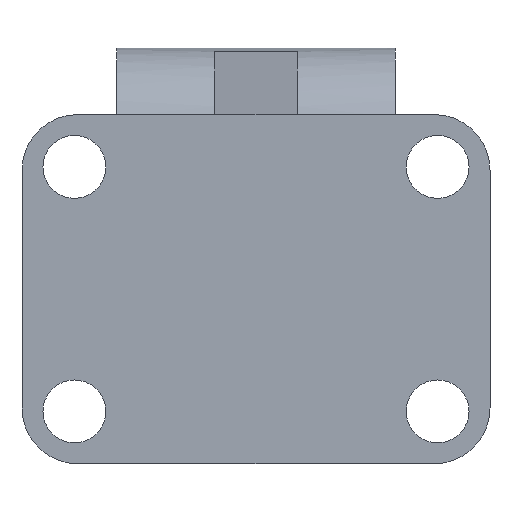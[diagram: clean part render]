
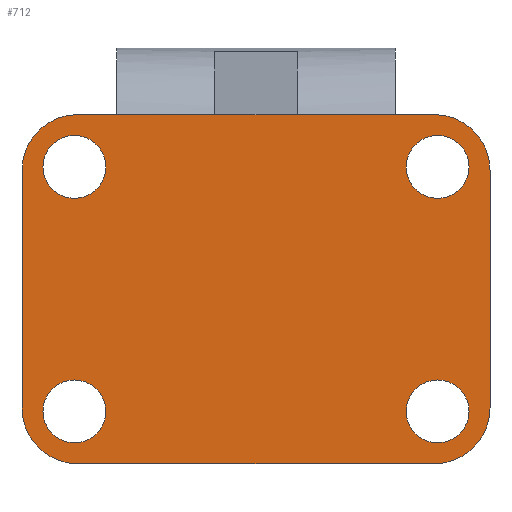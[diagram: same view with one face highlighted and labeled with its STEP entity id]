
A CAD part, front view. The second image highlights one B-rep face of the part: STEP entity #712.
In plain terms, the highlighted planar face has unit normal (0, -1, 0).
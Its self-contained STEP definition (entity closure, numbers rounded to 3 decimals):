
#34=LINE('',#999,#60);
#38=LINE('',#1009,#64);
#41=LINE('',#1017,#67);
#44=LINE('',#1025,#70);
#60=VECTOR('',#839,1000.);
#64=VECTOR('',#849,1000.);
#67=VECTOR('',#858,1000.);
#70=VECTOR('',#867,1000.);
#83=PLANE('',#763);
#142=ORIENTED_EDGE('',*,*,#242,.T.);
#143=ORIENTED_EDGE('',*,*,#243,.T.);
#144=ORIENTED_EDGE('',*,*,#244,.T.);
#145=ORIENTED_EDGE('',*,*,#245,.T.);
#146=ORIENTED_EDGE('',*,*,#226,.F.);
#147=ORIENTED_EDGE('',*,*,#241,.F.);
#148=ORIENTED_EDGE('',*,*,#239,.F.);
#149=ORIENTED_EDGE('',*,*,#237,.F.);
#150=ORIENTED_EDGE('',*,*,#235,.F.);
#151=ORIENTED_EDGE('',*,*,#233,.F.);
#152=ORIENTED_EDGE('',*,*,#231,.F.);
#153=ORIENTED_EDGE('',*,*,#229,.F.);
#226=EDGE_CURVE('',#284,#285,#34,.T.);
#229=EDGE_CURVE('',#285,#286,#322,.T.);
#231=EDGE_CURVE('',#286,#287,#38,.T.);
#233=EDGE_CURVE('',#287,#288,#323,.T.);
#235=EDGE_CURVE('',#288,#289,#41,.T.);
#237=EDGE_CURVE('',#289,#290,#324,.T.);
#239=EDGE_CURVE('',#290,#291,#44,.T.);
#241=EDGE_CURVE('',#291,#284,#325,.T.);
#242=EDGE_CURVE('',#292,#292,#326,.T.);
#243=EDGE_CURVE('',#293,#293,#327,.T.);
#244=EDGE_CURVE('',#294,#294,#328,.T.);
#245=EDGE_CURVE('',#295,#295,#329,.T.);
#284=VERTEX_POINT('',#1000);
#285=VERTEX_POINT('',#1001);
#286=VERTEX_POINT('',#1006);
#287=VERTEX_POINT('',#1010);
#288=VERTEX_POINT('',#1014);
#289=VERTEX_POINT('',#1018);
#290=VERTEX_POINT('',#1022);
#291=VERTEX_POINT('',#1026);
#292=VERTEX_POINT('',#1032);
#293=VERTEX_POINT('',#1034);
#294=VERTEX_POINT('',#1036);
#295=VERTEX_POINT('',#1038);
#322=CIRCLE('',#753,8.);
#323=CIRCLE('',#756,8.);
#324=CIRCLE('',#759,8.);
#325=CIRCLE('',#762,8.);
#326=CIRCLE('',#764,4.5);
#327=CIRCLE('',#765,4.5);
#328=CIRCLE('',#766,4.5);
#329=CIRCLE('',#767,4.5);
#360=EDGE_LOOP('',(#142));
#361=EDGE_LOOP('',(#143));
#362=EDGE_LOOP('',(#144));
#363=EDGE_LOOP('',(#145));
#364=EDGE_LOOP('',(#146,#147,#148,#149,#150,#151,#152,#153));
#420=FACE_BOUND('',#360,.T.);
#421=FACE_BOUND('',#361,.T.);
#422=FACE_BOUND('',#362,.T.);
#423=FACE_BOUND('',#363,.T.);
#424=FACE_BOUND('',#364,.T.);
#712=ADVANCED_FACE('',(#420,#421,#422,#423,#424),#83,.F.);
#753=AXIS2_PLACEMENT_3D('',#1005,#844,#845);
#756=AXIS2_PLACEMENT_3D('',#1013,#853,#854);
#759=AXIS2_PLACEMENT_3D('',#1021,#862,#863);
#762=AXIS2_PLACEMENT_3D('',#1029,#871,#872);
#763=AXIS2_PLACEMENT_3D('',#1030,#873,#874);
#764=AXIS2_PLACEMENT_3D('',#1031,#875,#876);
#765=AXIS2_PLACEMENT_3D('',#1033,#877,#878);
#766=AXIS2_PLACEMENT_3D('',#1035,#879,#880);
#767=AXIS2_PLACEMENT_3D('',#1037,#881,#882);
#839=DIRECTION('',(0.,0.,1.));
#844=DIRECTION('',(0.,1.,0.));
#845=DIRECTION('',(1.,0.,0.));
#849=DIRECTION('',(1.,0.,0.));
#853=DIRECTION('',(0.,1.,0.));
#854=DIRECTION('',(1.,0.,0.));
#858=DIRECTION('',(0.,0.,-1.));
#862=DIRECTION('',(0.,1.,0.));
#863=DIRECTION('',(1.,0.,0.));
#867=DIRECTION('',(-1.,0.,0.));
#871=DIRECTION('',(0.,1.,0.));
#872=DIRECTION('',(1.,0.,0.));
#873=DIRECTION('',(0.,1.,0.));
#874=DIRECTION('',(0.,0.,1.));
#875=DIRECTION('',(0.,1.,0.));
#876=DIRECTION('',(0.,0.,1.));
#877=DIRECTION('',(0.,1.,0.));
#878=DIRECTION('',(0.,0.,1.));
#879=DIRECTION('',(0.,1.,0.));
#880=DIRECTION('',(0.,0.,1.));
#881=DIRECTION('',(0.,1.,0.));
#882=DIRECTION('',(0.,0.,1.));
#999=CARTESIAN_POINT('',(-33.5,0.,-17.));
#1000=CARTESIAN_POINT('',(-33.5,0.,-17.));
#1001=CARTESIAN_POINT('',(-33.5,0.,17.));
#1005=CARTESIAN_POINT('',(-25.5,0.,17.));
#1006=CARTESIAN_POINT('',(-25.5,0.,25.));
#1009=CARTESIAN_POINT('',(-25.5,0.,25.));
#1010=CARTESIAN_POINT('',(25.5,0.,25.));
#1013=CARTESIAN_POINT('',(25.5,0.,17.));
#1014=CARTESIAN_POINT('',(33.5,0.,17.));
#1017=CARTESIAN_POINT('',(33.5,0.,17.));
#1018=CARTESIAN_POINT('',(33.5,0.,-17.));
#1021=CARTESIAN_POINT('',(25.5,0.,-17.));
#1022=CARTESIAN_POINT('',(25.5,0.,-25.));
#1025=CARTESIAN_POINT('',(25.5,0.,-25.));
#1026=CARTESIAN_POINT('',(-25.5,0.,-25.));
#1029=CARTESIAN_POINT('',(-25.5,0.,-17.));
#1030=CARTESIAN_POINT('',(-25.5,0.,17.));
#1031=CARTESIAN_POINT('',(26.,0.,-17.5));
#1032=CARTESIAN_POINT('',(26.,0.,-13.));
#1033=CARTESIAN_POINT('',(-26.,0.,-17.5));
#1034=CARTESIAN_POINT('',(-26.,0.,-13.));
#1035=CARTESIAN_POINT('',(26.,0.,17.5));
#1036=CARTESIAN_POINT('',(26.,0.,22.));
#1037=CARTESIAN_POINT('',(-26.,0.,17.5));
#1038=CARTESIAN_POINT('',(-26.,0.,22.));
